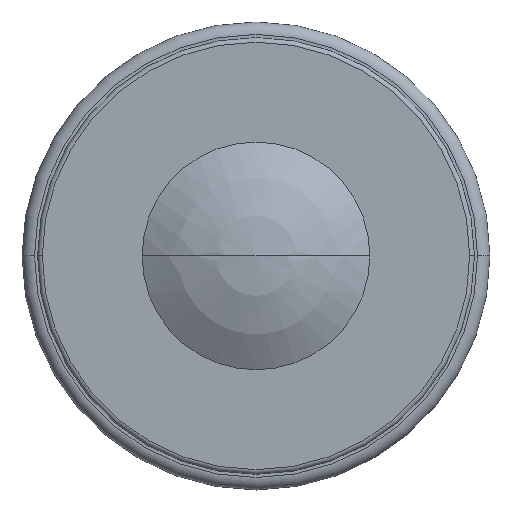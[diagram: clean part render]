
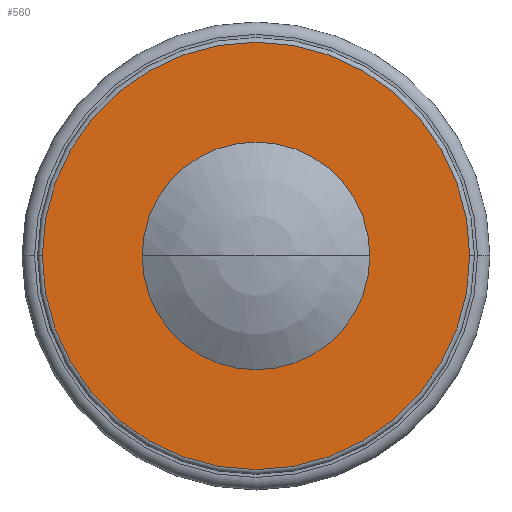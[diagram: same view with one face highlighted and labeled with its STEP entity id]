
A CAD part, top view. The second image highlights one B-rep face of the part: STEP entity #560.
In plain terms, the highlighted planar face has unit normal (0, 0, 1).
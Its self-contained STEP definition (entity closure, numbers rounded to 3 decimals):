
#110=CARTESIAN_POINT('',(268.3,698.5,26.3));
#120=VERTEX_POINT('',#110);
#170=CARTESIAN_POINT('',(253.7,698.5,26.3));
#180=VERTEX_POINT('',#170);
#210=CARTESIAN_POINT('',(261.,698.5,26.3));
#220=DIRECTION('',(0.,0.,-1.));
#230=DIRECTION('',(1.,0.,0.));
#240=AXIS2_PLACEMENT_3D('',#210,#220,#230);
#250=CIRCLE('',#240,7.3);
#260=EDGE_CURVE('',#180,#120,#250,.T.);
#310=CARTESIAN_POINT('',(271.65,698.5,26.3));
#320=DIRECTION('',(0.,0.,-1.));
#330=DIRECTION('',(1.,0.,0.));
#340=AXIS2_PLACEMENT_3D('',#310,#320,#330);
#350=PLANE('',#340);
#360=EDGE_CURVE('',#120,#180,#250,.T.);
#370=ORIENTED_EDGE('',*,*,#360,.T.);
#380=ORIENTED_EDGE('',*,*,#260,.T.);
#390=EDGE_LOOP('',(#380,#370));
#400=FACE_BOUND('',#390,.T.);
#410=CARTESIAN_POINT('',(261.,698.5,26.3));
#420=DIRECTION('',(0.,0.,-1.));
#430=DIRECTION('',(1.,0.,0.));
#440=AXIS2_PLACEMENT_3D('',#410,#420,#430);
#450=CIRCLE('',#440,13.7);
#460=CARTESIAN_POINT('',(274.7,698.5,26.3));
#470=VERTEX_POINT('',#460);
#480=CARTESIAN_POINT('',(247.3,698.5,26.3));
#490=VERTEX_POINT('',#480);
#500=EDGE_CURVE('',#470,#490,#450,.T.);
#510=ORIENTED_EDGE('',*,*,#500,.F.);
#520=EDGE_CURVE('',#490,#470,#450,.T.);
#530=ORIENTED_EDGE('',*,*,#520,.F.);
#540=EDGE_LOOP('',(#530,#510));
#550=FACE_OUTER_BOUND('',#540,.T.);
#560=ADVANCED_FACE('',(#400,#550),#350,.F.);
